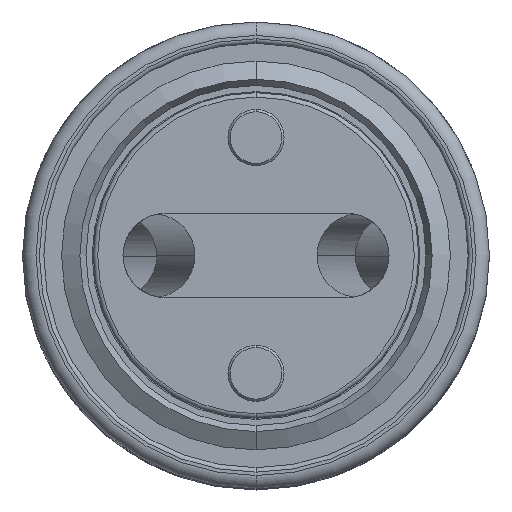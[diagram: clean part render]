
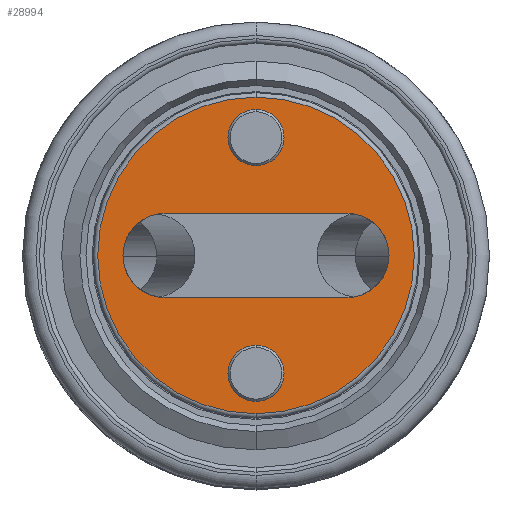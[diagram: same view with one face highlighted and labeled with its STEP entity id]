
A CAD part, top view. The second image highlights one B-rep face of the part: STEP entity #28994.
In plain terms, the highlighted planar face has unit normal (0, 0, 1).
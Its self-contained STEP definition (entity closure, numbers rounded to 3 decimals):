
#12819=CARTESIAN_POINT('',(0.,0.,58.3));
#12820=DIRECTION('',(0.,0.,1.));
#12821=DIRECTION('',(0.,1.,0.));
#12822=AXIS2_PLACEMENT_3D('',#12819,#12820,#12821);
#12827=CARTESIAN_POINT('',(0.,0.,58.3));
#12828=DIRECTION('',(0.,0.,1.));
#12829=DIRECTION('',(0.,-1.,0.));
#12830=AXIS2_PLACEMENT_3D('',#12827,#12828,#12829);
#12835=DIRECTION('',(-1.,0.,0.));
#12836=VECTOR('',#12835,16.2);
#12837=CARTESIAN_POINT('',(8.1,-3.75,58.3));
#12838=LINE('',#12837,#12836);
#12842=CARTESIAN_POINT('',(8.1,0.,58.3));
#12843=DIRECTION('',(0.,0.,1.));
#12844=DIRECTION('',(0.,-1.,0.));
#12845=AXIS2_PLACEMENT_3D('',#12842,#12843,#12844);
#12850=DIRECTION('',(-1.,0.,0.));
#12851=VECTOR('',#12850,16.2);
#12852=CARTESIAN_POINT('',(8.1,3.75,58.3));
#12853=LINE('',#12852,#12851);
#12857=CARTESIAN_POINT('',(-8.1,0.,58.3));
#12858=DIRECTION('',(0.,0.,1.));
#12859=DIRECTION('',(0.,1.,0.));
#12860=AXIS2_PLACEMENT_3D('',#12857,#12858,#12859);
#12865=CARTESIAN_POINT('',(0.,10.5,58.3));
#12866=DIRECTION('',(0.,0.,1.));
#12867=DIRECTION('',(0.,-1.,0.));
#12868=AXIS2_PLACEMENT_3D('',#12865,#12866,#12867);
#12873=CARTESIAN_POINT('',(0.,10.5,58.3));
#12874=DIRECTION('',(0.,0.,1.));
#12875=DIRECTION('',(0.,1.,0.));
#12876=AXIS2_PLACEMENT_3D('',#12873,#12874,#12875);
#12881=CARTESIAN_POINT('',(0.,-10.5,58.3));
#12882=DIRECTION('',(0.,0.,1.));
#12883=DIRECTION('',(0.,-1.,0.));
#12884=AXIS2_PLACEMENT_3D('',#12881,#12882,#12883);
#12889=CARTESIAN_POINT('',(0.,-10.5,58.3));
#12890=DIRECTION('',(0.,0.,1.));
#12891=DIRECTION('',(0.,1.,0.));
#12892=AXIS2_PLACEMENT_3D('',#12889,#12890,#12891);
#17686=CARTESIAN_POINT('',(8.1,-3.75,58.3));
#17687=CARTESIAN_POINT('',(-8.1,-3.75,58.3));
#17688=VERTEX_POINT('',#17686);
#17689=VERTEX_POINT('',#17687);
#17690=CARTESIAN_POINT('',(8.1,3.75,58.3));
#17691=CARTESIAN_POINT('',(-8.1,3.75,58.3));
#17692=VERTEX_POINT('',#17690);
#17693=VERTEX_POINT('',#17691);
#17720=CARTESIAN_POINT('',(0.,14.1,58.3));
#17721=CARTESIAN_POINT('',(0.,-14.1,58.3));
#17722=VERTEX_POINT('',#17720);
#17723=VERTEX_POINT('',#17721);
#17742=CARTESIAN_POINT('',(0.,8.,58.3));
#17743=CARTESIAN_POINT('',(0.,13.,58.3));
#17744=VERTEX_POINT('',#17742);
#17745=VERTEX_POINT('',#17743);
#17766=CARTESIAN_POINT('',(0.,-13.,58.3));
#17767=CARTESIAN_POINT('',(0.,-8.,58.3));
#17768=VERTEX_POINT('',#17766);
#17769=VERTEX_POINT('',#17767);
#28963=CARTESIAN_POINT('',(0.,0.,58.3));
#28964=DIRECTION('',(0.,0.,1.));
#28965=DIRECTION('',(0.,1.,0.));
#28966=AXIS2_PLACEMENT_3D('',#28963,#28964,#28965);
#28967=PLANE('',#28966);
#28969=ORIENTED_EDGE('',*,*,#28968,.F.);
#28971=ORIENTED_EDGE('',*,*,#28970,.F.);
#28972=EDGE_LOOP('',(#28969,#28971));
#28973=FACE_OUTER_BOUND('',#28972,.F.);
#28975=ORIENTED_EDGE('',*,*,#28974,.F.);
#28977=ORIENTED_EDGE('',*,*,#28976,.T.);
#28978=ORIENTED_EDGE('',*,*,#28951,.T.);
#28979=ORIENTED_EDGE('',*,*,#28941,.T.);
#28980=EDGE_LOOP('',(#28975,#28977,#28978,#28979));
#28981=FACE_BOUND('',#28980,.F.);
#28983=ORIENTED_EDGE('',*,*,#28982,.T.);
#28985=ORIENTED_EDGE('',*,*,#28984,.T.);
#28986=EDGE_LOOP('',(#28983,#28985));
#28987=FACE_BOUND('',#28986,.F.);
#28989=ORIENTED_EDGE('',*,*,#28988,.T.);
#28991=ORIENTED_EDGE('',*,*,#28990,.T.);
#28992=EDGE_LOOP('',(#28989,#28991));
#28993=FACE_BOUND('',#28992,.F.);
#28994=ADVANCED_FACE('',(#28973,#28981,#28987,#28993),#28967,.T.);
#12823=CIRCLE('',#12822,14.1);
#12831=CIRCLE('',#12830,14.1);
#12846=CIRCLE('',#12845,3.75);
#12861=CIRCLE('',#12860,3.75);
#12869=CIRCLE('',#12868,2.5);
#12877=CIRCLE('',#12876,2.5);
#12885=CIRCLE('',#12884,2.5);
#12893=CIRCLE('',#12892,2.5);
#28941=EDGE_CURVE('',#17693,#17689,#12861,.T.);
#28951=EDGE_CURVE('',#17692,#17693,#12853,.T.);
#28968=EDGE_CURVE('',#17722,#17723,#12823,.T.);
#28970=EDGE_CURVE('',#17723,#17722,#12831,.T.);
#28974=EDGE_CURVE('',#17688,#17689,#12838,.T.);
#28976=EDGE_CURVE('',#17688,#17692,#12846,.T.);
#28982=EDGE_CURVE('',#17744,#17745,#12869,.T.);
#28984=EDGE_CURVE('',#17745,#17744,#12877,.T.);
#28988=EDGE_CURVE('',#17768,#17769,#12885,.T.);
#28990=EDGE_CURVE('',#17769,#17768,#12893,.T.);
